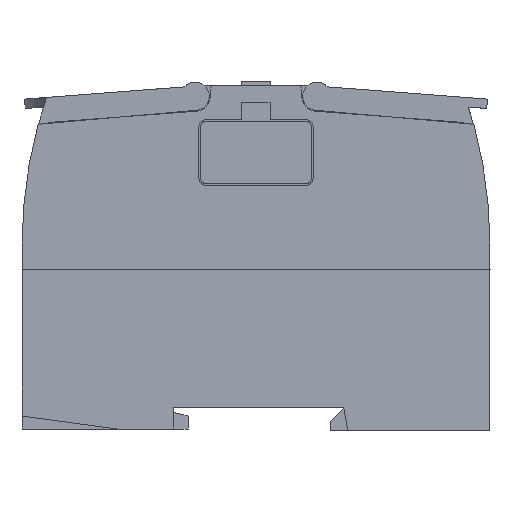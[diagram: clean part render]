
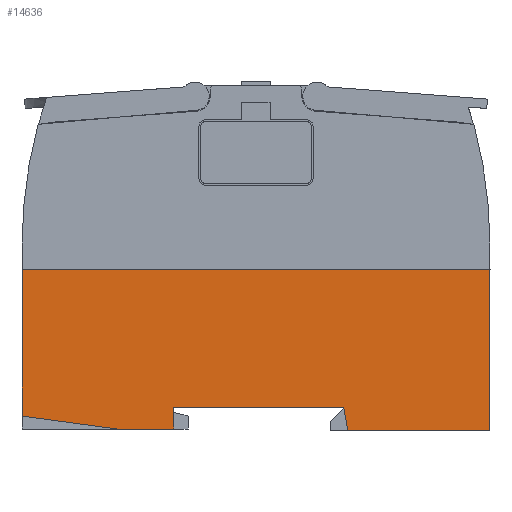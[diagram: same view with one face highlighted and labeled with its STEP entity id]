
A CAD part, left-side view. The second image highlights one B-rep face of the part: STEP entity #14636.
In plain terms, the highlighted planar face has unit normal (-1, 0, 0).
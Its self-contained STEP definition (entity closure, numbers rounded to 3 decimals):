
#14636=ADVANCED_FACE('131',(#17687),#16203,.F.);
#16203=PLANE('',#42884);
#17687=FACE_OUTER_BOUND('',#19364,.T.);
#19364=EDGE_LOOP('',(#23348,#23349,#23350,#23351,#23352,#23353,#23354,#23355,
#23356));
#23348=ORIENTED_EDGE('',*,*,#32494,.F.);
#23349=ORIENTED_EDGE('',*,*,#32442,.F.);
#23350=ORIENTED_EDGE('',*,*,#32436,.F.);
#23351=ORIENTED_EDGE('',*,*,#32500,.F.);
#23352=ORIENTED_EDGE('',*,*,#32498,.F.);
#23353=ORIENTED_EDGE('',*,*,#32511,.F.);
#23354=ORIENTED_EDGE('',*,*,#32469,.F.);
#23355=ORIENTED_EDGE('',*,*,#32464,.F.);
#23356=ORIENTED_EDGE('',*,*,#32458,.F.);
#29347=VERTEX_POINT('',#53975);
#29348=VERTEX_POINT('',#53977);
#29353=VERTEX_POINT('',#53989);
#29365=VERTEX_POINT('',#54016);
#29367=VERTEX_POINT('',#54020);
#29373=VERTEX_POINT('',#54035);
#29376=VERTEX_POINT('',#54044);
#29397=VERTEX_POINT('',#54094);
#29399=VERTEX_POINT('',#54098);
#32436=EDGE_CURVE('',#29347,#29348,#36183,.T.);
#32442=EDGE_CURVE('',#29348,#29353,#36189,.T.);
#32458=EDGE_CURVE('',#29367,#29365,#36205,.T.);
#32464=EDGE_CURVE('',#29365,#29373,#36211,.T.);
#32469=EDGE_CURVE('',#29373,#29376,#36216,.T.);
#32494=EDGE_CURVE('',#29353,#29367,#36241,.T.);
#32498=EDGE_CURVE('',#29399,#29397,#36245,.T.);
#32500=EDGE_CURVE('',#29397,#29347,#36247,.T.);
#32511=EDGE_CURVE('',#29376,#29399,#36258,.T.);
#36183=LINE('',#53976,#39699);
#36189=LINE('',#53988,#39705);
#36205=LINE('',#54021,#39721);
#36211=LINE('',#54034,#39727);
#36216=LINE('',#54043,#39732);
#36241=LINE('',#54090,#39757);
#36245=LINE('',#54099,#39761);
#36247=LINE('',#54102,#39763);
#36258=LINE('',#54122,#39774);
#39699=VECTOR('',#46517,1.);
#39705=VECTOR('',#46525,1.);
#39721=VECTOR('',#46545,1.);
#39727=VECTOR('',#46555,1.);
#39732=VECTOR('',#46562,1.);
#39757=VECTOR('',#46591,1.);
#39761=VECTOR('',#46597,1.);
#39763=VECTOR('',#46601,1.);
#39774=VECTOR('',#46616,1.);
#42884=AXIS2_PLACEMENT_3D('',#54141,#46634,#46635);
#46517=DIRECTION('',(0.,1.,0.));
#46525=DIRECTION('',(0.,0.,-1.));
#46545=DIRECTION('',(0.,0.991,0.134));
#46555=DIRECTION('',(0.,0.,1.));
#46562=DIRECTION('',(0.,-1.,0.));
#46591=DIRECTION('',(0.,1.,0.));
#46597=DIRECTION('',(0.,1.,0.));
#46601=DIRECTION('',(0.,0.174,0.985));
#46616=DIRECTION('',(0.,0.,-1.));
#46634=DIRECTION('',(1.,0.,0.));
#46635=DIRECTION('',(0.,0.,-1.));
#53975=CARTESIAN_POINT('',(0.,31.264,5.));
#53976=CARTESIAN_POINT('',(0.,31.264,5.));
#53977=CARTESIAN_POINT('',(0.,67.6,5.));
#53988=CARTESIAN_POINT('',(0.,67.6,5.));
#53989=CARTESIAN_POINT('',(0.,67.6,0.4));
#54016=CARTESIAN_POINT('',(0.,100.,3.159));
#54020=CARTESIAN_POINT('',(0.,79.572,0.4));
#54021=CARTESIAN_POINT('',(0.,79.572,0.4));
#54034=CARTESIAN_POINT('',(0.,100.,3.159));
#54035=CARTESIAN_POINT('',(0.,100.,34.5));
#54043=CARTESIAN_POINT('',(0.,16.15,34.5));
#54044=CARTESIAN_POINT('',(0.,0.,34.5));
#54090=CARTESIAN_POINT('',(0.,67.6,0.4));
#54094=CARTESIAN_POINT('',(0.,30.383,0.));
#54098=CARTESIAN_POINT('',(0.,0.,0.));
#54099=CARTESIAN_POINT('',(0.,0.,0.));
#54102=CARTESIAN_POINT('',(0.,30.383,0.));
#54122=CARTESIAN_POINT('',(0.,0.,34.5));
#54141=CARTESIAN_POINT('',(0.,100.,0.4));
